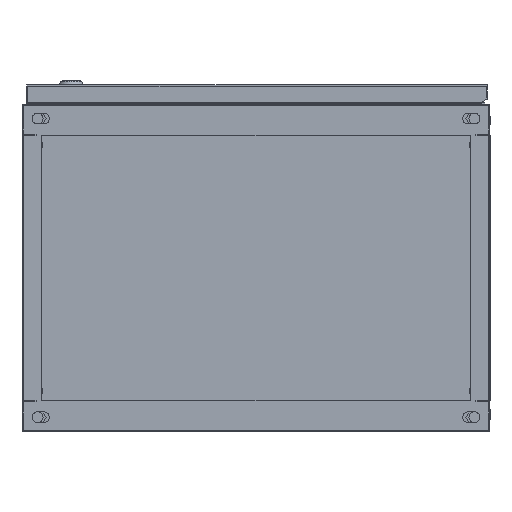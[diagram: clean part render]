
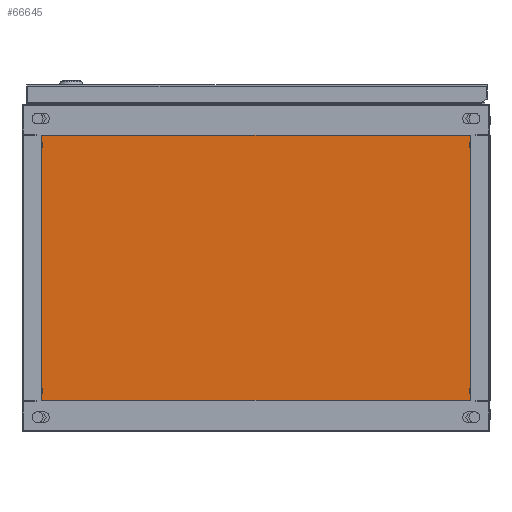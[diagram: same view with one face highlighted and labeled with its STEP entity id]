
A CAD part, front view. The second image highlights one B-rep face of the part: STEP entity #66645.
In plain terms, the highlighted planar face has unit normal (0, -1, 0).
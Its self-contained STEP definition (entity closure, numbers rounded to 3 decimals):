
#2511 = CARTESIAN_POINT ( 'NONE',  ( -275., 1999., -170. ) ) ;
#2730 = CARTESIAN_POINT ( 'NONE',  ( 275., 1999., -170. ) ) ;
#2958 = VERTEX_POINT ( 'NONE', #51819 ) ;
#4650 = CARTESIAN_POINT ( 'NONE',  ( 0., 1999., 0. ) ) ;
#5206 = VECTOR ( 'NONE', #10952, 1000. ) ;
#6881 = ORIENTED_EDGE ( 'NONE', *, *, #33366, .F. ) ;
#10952 = DIRECTION ( 'NONE',  ( 1., 0., 0. ) ) ;
#12873 = DIRECTION ( 'NONE',  ( 0., 0., 1. ) ) ;
#14900 = CARTESIAN_POINT ( 'NONE',  ( 275., 1999., -170. ) ) ;
#19127 = ORIENTED_EDGE ( 'NONE', *, *, #61619, .F. ) ;
#30814 = VECTOR ( 'NONE', #64045, 1000. ) ;
#33366 = EDGE_CURVE ( 'NONE', #43910, #2958, #73184, .T. ) ;
#33743 = CARTESIAN_POINT ( 'NONE',  ( -275., 1999., -170. ) ) ;
#36213 = ORIENTED_EDGE ( 'NONE', *, *, #39351, .F. ) ;
#39351 = EDGE_CURVE ( 'NONE', #56313, #89747, #85358, .T. ) ;
#39892 = CARTESIAN_POINT ( 'NONE',  ( -275., 1999., -170. ) ) ;
#43248 = LINE ( 'NONE', #33743, #45797 ) ;
#43910 = VERTEX_POINT ( 'NONE', #95317 ) ;
#45563 = EDGE_CURVE ( 'NONE', #2958, #56313, #96207, .T. ) ;
#45797 = VECTOR ( 'NONE', #99283, 1000. ) ;
#47362 = FACE_OUTER_BOUND ( 'NONE', #57534, .T. ) ;
#51819 = CARTESIAN_POINT ( 'NONE',  ( 275., 1999., 170. ) ) ;
#56313 = VERTEX_POINT ( 'NONE', #2730 ) ;
#57534 = EDGE_LOOP ( 'NONE', ( #19127, #36213, #72520, #6881 ) ) ;
#61619 = EDGE_CURVE ( 'NONE', #89747, #43910, #43248, .T. ) ;
#62009 = DIRECTION ( 'NONE',  ( 0., 1., 0. ) ) ;
#63574 = VECTOR ( 'NONE', #97192, 1000. ) ;
#64045 = DIRECTION ( 'NONE',  ( 0., 0., -1. ) ) ;
#66645 = ADVANCED_FACE ( 'NONE', ( #47362 ), #78102, .F. ) ;
#68366 = CARTESIAN_POINT ( 'NONE',  ( -275., 1999., 170. ) ) ;
#72520 = ORIENTED_EDGE ( 'NONE', *, *, #45563, .F. ) ;
#73184 = LINE ( 'NONE', #68366, #5206 ) ;
#78102 = PLANE ( 'NONE',  #89273 ) ;
#85358 = LINE ( 'NONE', #39892, #63574 ) ;
#89273 = AXIS2_PLACEMENT_3D ( 'NONE', #4650, #62009, #12873 ) ;
#89747 = VERTEX_POINT ( 'NONE', #2511 ) ;
#95317 = CARTESIAN_POINT ( 'NONE',  ( -275., 1999., 170. ) ) ;
#96207 = LINE ( 'NONE', #14900, #30814 ) ;
#97192 = DIRECTION ( 'NONE',  ( -1., 0., 0. ) ) ;
#99283 = DIRECTION ( 'NONE',  ( 0., 0., 1. ) ) ;
